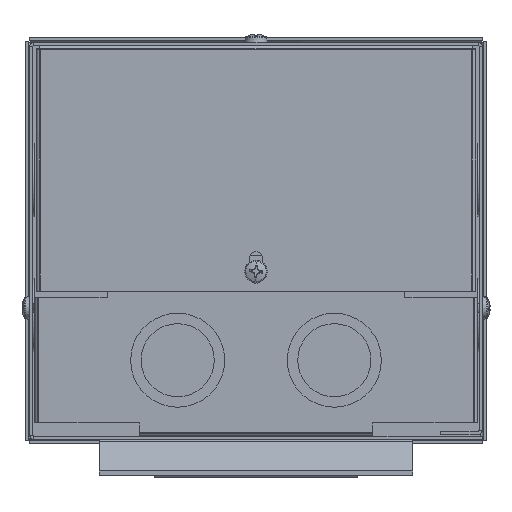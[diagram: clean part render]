
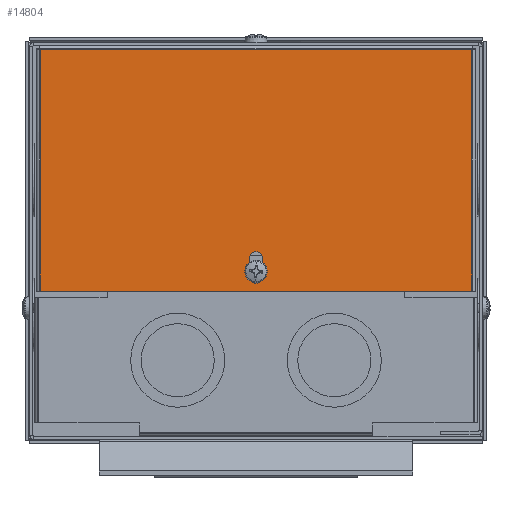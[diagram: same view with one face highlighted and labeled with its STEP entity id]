
A CAD part, front view. The second image highlights one B-rep face of the part: STEP entity #14804.
In plain terms, the highlighted planar face has unit normal (0, -1, 0).
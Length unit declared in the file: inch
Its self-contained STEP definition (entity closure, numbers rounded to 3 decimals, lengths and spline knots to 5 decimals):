
#57 = VERTEX_POINT ( 'NONE', #12799 ) ;
#202 = CARTESIAN_POINT ( 'NONE',  ( 0., -0.0359, 1.07938 ) ) ;
#520 = VERTEX_POINT ( 'NONE', #8910 ) ;
#560 = DIRECTION ( 'NONE',  ( 0., 1., 0. ) ) ;
#997 = LINE ( 'NONE', #9696, #11197 ) ;
#1413 = EDGE_CURVE ( 'NONE', #4199, #520, #6680, .T. ) ;
#1534 = DIRECTION ( 'NONE',  ( 0., 0., 1. ) ) ;
#1579 = CARTESIAN_POINT ( 'NONE',  ( 0.07813, -0.0359, 1.29813 ) ) ;
#1646 = CARTESIAN_POINT ( 'NONE',  ( -0.07812, -0.0359, 1.29813 ) ) ;
#1733 = DIRECTION ( 'NONE',  ( 1., 0., 0. ) ) ;
#1742 = ORIENTED_EDGE ( 'NONE', *, *, #15403, .T. ) ;
#1816 = PLANE ( 'NONE',  #4408 ) ;
#1968 = CIRCLE ( 'NONE', #8543, 0.07812 ) ;
#2273 = CARTESIAN_POINT ( 'NONE',  ( -2.5841, -0.0359, 1.47 ) ) ;
#2360 = ORIENTED_EDGE ( 'NONE', *, *, #16674, .F. ) ;
#2571 = CARTESIAN_POINT ( 'NONE',  ( -2.58703, -0.0359, -1.4241 ) ) ;
#2858 = CIRCLE ( 'NONE', #15321, 0.07813 ) ;
#2862 = CARTESIAN_POINT ( 'NONE',  ( -2.5841, -0.0359, -1.4241 ) ) ;
#3016 = CIRCLE ( 'NONE', #16191, 0.07812 ) ;
#3113 = VERTEX_POINT ( 'NONE', #11354 ) ;
#3145 = VECTOR ( 'NONE', #13634, 39.37008 ) ;
#3679 = VECTOR ( 'NONE', #13833, 39.37008 ) ;
#3684 = EDGE_CURVE ( 'NONE', #57, #11072, #1968, .T. ) ;
#3938 = EDGE_LOOP ( 'NONE', ( #6777, #6401, #14823, #15572, #10631 ) ) ;
#4120 = FACE_BOUND ( 'NONE', #3938, .T. ) ;
#4197 = EDGE_CURVE ( 'NONE', #520, #57, #3016, .T. ) ;
#4199 = VERTEX_POINT ( 'NONE', #16399 ) ;
#4408 = AXIS2_PLACEMENT_3D ( 'NONE', #13846, #560, #5888 ) ;
#4495 = CARTESIAN_POINT ( 'NONE',  ( 0., -0.0359, 1.29813 ) ) ;
#5752 = VECTOR ( 'NONE', #6046, 39.37008 ) ;
#5854 = DIRECTION ( 'NONE',  ( 0., 0., 1. ) ) ;
#5888 = DIRECTION ( 'NONE',  ( 0., 0., 1. ) ) ;
#5988 = DIRECTION ( 'NONE',  ( 0., 1., 0. ) ) ;
#6046 = DIRECTION ( 'NONE',  ( 0., 0., -1. ) ) ;
#6401 = ORIENTED_EDGE ( 'NONE', *, *, #4197, .T. ) ;
#6680 = LINE ( 'NONE', #1646, #3145 ) ;
#6777 = ORIENTED_EDGE ( 'NONE', *, *, #1413, .T. ) ;
#6821 = VERTEX_POINT ( 'NONE', #2862 ) ;
#7672 = FACE_OUTER_BOUND ( 'NONE', #7926, .T. ) ;
#7734 = EDGE_CURVE ( 'NONE', #15011, #6821, #15395, .T. ) ;
#7926 = EDGE_LOOP ( 'NONE', ( #11635, #8974, #1742, #2360 ) ) ;
#8543 = AXIS2_PLACEMENT_3D ( 'NONE', #13961, #5988, #15291 ) ;
#8910 = CARTESIAN_POINT ( 'NONE',  ( -0.07812, -0.0359, 1.29813 ) ) ;
#8974 = ORIENTED_EDGE ( 'NONE', *, *, #9864, .T. ) ;
#9492 = DIRECTION ( 'NONE',  ( 0., 1., 0. ) ) ;
#9696 = CARTESIAN_POINT ( 'NONE',  ( -2.63, -0.0359, 1.47 ) ) ;
#9864 = EDGE_CURVE ( 'NONE', #6821, #16978, #10966, .T. ) ;
#10540 = DIRECTION ( 'NONE',  ( 1., 0., 0. ) ) ;
#10631 = ORIENTED_EDGE ( 'NONE', *, *, #15517, .T. ) ;
#10966 = LINE ( 'NONE', #2571, #14498 ) ;
#11072 = VERTEX_POINT ( 'NONE', #1579 ) ;
#11174 = CARTESIAN_POINT ( 'NONE',  ( 2.5841, -0.0359, -1.42703 ) ) ;
#11197 = VECTOR ( 'NONE', #1733, 39.37008 ) ;
#11354 = CARTESIAN_POINT ( 'NONE',  ( 2.5841, -0.0359, 1.47 ) ) ;
#11404 = CARTESIAN_POINT ( 'NONE',  ( 0.07813, -0.0359, 1.07938 ) ) ;
#11635 = ORIENTED_EDGE ( 'NONE', *, *, #7734, .T. ) ;
#11727 = CARTESIAN_POINT ( 'NONE',  ( 2.5841, -0.0359, -1.4241 ) ) ;
#11899 = VECTOR ( 'NONE', #14525, 39.37008 ) ;
#12799 = CARTESIAN_POINT ( 'NONE',  ( 0., -0.0359, 1.37625 ) ) ;
#13634 = DIRECTION ( 'NONE',  ( 0., 0., 1. ) ) ;
#13826 = DIRECTION ( 'NONE',  ( 0., 1., 0. ) ) ;
#13833 = DIRECTION ( 'NONE',  ( 0., 0., 1. ) ) ;
#13846 = CARTESIAN_POINT ( 'NONE',  ( 0., -0.0359, 0. ) ) ;
#13876 = VERTEX_POINT ( 'NONE', #11404 ) ;
#13961 = CARTESIAN_POINT ( 'NONE',  ( 0., -0.0359, 1.29813 ) ) ;
#14021 = CARTESIAN_POINT ( 'NONE',  ( 0.07813, -0.0359, 1.29813 ) ) ;
#14498 = VECTOR ( 'NONE', #10540, 39.37008 ) ;
#14525 = DIRECTION ( 'NONE',  ( 0., 0., -1. ) ) ;
#14804 = ADVANCED_FACE ( 'NONE', ( #4120, #7672 ), #1816, .F. ) ;
#14823 = ORIENTED_EDGE ( 'NONE', *, *, #3684, .T. ) ;
#15011 = VERTEX_POINT ( 'NONE', #2273 ) ;
#15141 = LINE ( 'NONE', #11174, #3679 ) ;
#15291 = DIRECTION ( 'NONE',  ( 0., 0., 1. ) ) ;
#15321 = AXIS2_PLACEMENT_3D ( 'NONE', #202, #9492, #1534 ) ;
#15395 = LINE ( 'NONE', #15723, #11899 ) ;
#15403 = EDGE_CURVE ( 'NONE', #16978, #3113, #15141, .T. ) ;
#15517 = EDGE_CURVE ( 'NONE', #13876, #4199, #2858, .T. ) ;
#15572 = ORIENTED_EDGE ( 'NONE', *, *, #17168, .T. ) ;
#15723 = CARTESIAN_POINT ( 'NONE',  ( -2.5841, -0.0359, 1.47 ) ) ;
#15932 = LINE ( 'NONE', #14021, #5752 ) ;
#16191 = AXIS2_PLACEMENT_3D ( 'NONE', #4495, #13826, #5854 ) ;
#16399 = CARTESIAN_POINT ( 'NONE',  ( -0.07812, -0.0359, 1.07938 ) ) ;
#16674 = EDGE_CURVE ( 'NONE', #15011, #3113, #997, .T. ) ;
#16978 = VERTEX_POINT ( 'NONE', #11727 ) ;
#17168 = EDGE_CURVE ( 'NONE', #11072, #13876, #15932, .T. ) ;
